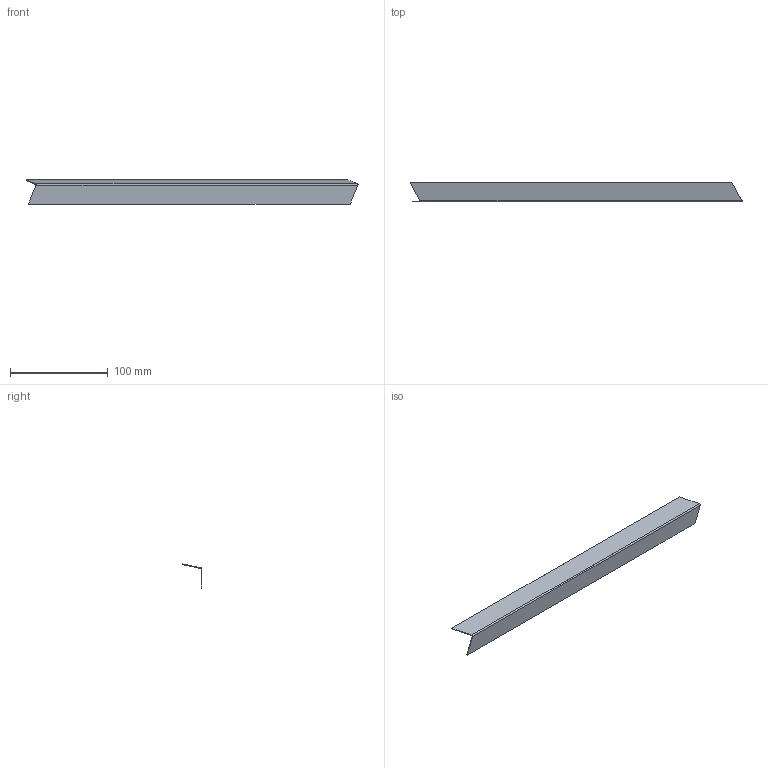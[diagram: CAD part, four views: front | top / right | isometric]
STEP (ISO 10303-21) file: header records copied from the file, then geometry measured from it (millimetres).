
FILE_DESCRIPTION (( 'STEP AP203' ), '1' );
FILE_NAME ('Mirrorjoint-rear-side-right-v01.STEP', '2024-07-13T21:30:28', ( '' ), ( '' ), 'SwSTEP 2.0', 'SolidWorks 2024', '' );
FILE_SCHEMA (( 'CONFIG_CONTROL_DESIGN' ));
Length unit declared in the file: millimetre
Products named in the file (1): Mirrorjoint-rear-side-right-v01
Bounding box: 339.37 x 20.25 x 24.74 mm (x, y, z)
Volume: 10064.4 mm3; surface area: 26984.5 mm2
Topology: 1 solids, 1 shells, 16 faces, 34 edges, 20 vertices
Faces by surface type: plane 10, bspline 4, cylinder 2
Entity records: 535 total; most frequent: CARTESIAN_POINT 157, ORIENTED_EDGE 68, DIRECTION 46, EDGE_CURVE 34, VERTEX_POINT 20, VECTOR 20, LINE 20, EDGE_LOOP 16
